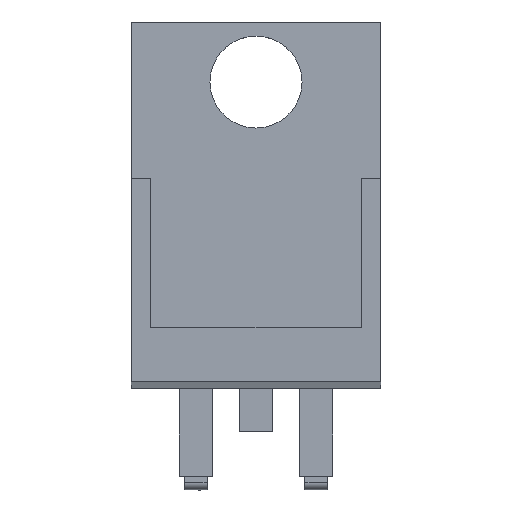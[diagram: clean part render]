
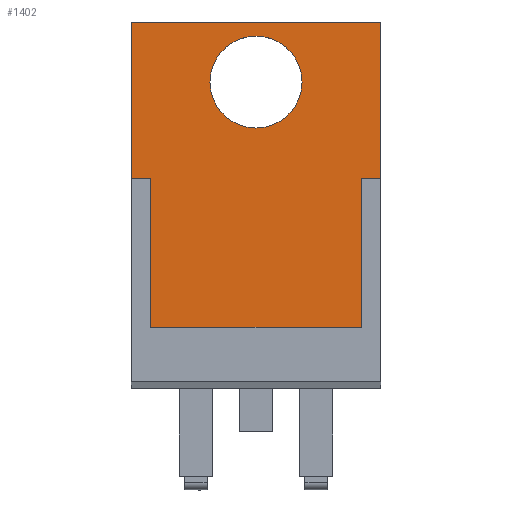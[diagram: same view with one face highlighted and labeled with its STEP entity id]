
A CAD part, top view. The second image highlights one B-rep face of the part: STEP entity #1402.
In plain terms, the highlighted planar face has unit normal (0, 0, 1).
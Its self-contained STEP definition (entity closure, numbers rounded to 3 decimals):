
#1056=CARTESIAN_POINT('',(0.,15.005,4.7));
#1057=VERTEX_POINT('',#1056);
#1073=CARTESIAN_POINT('',(0.,18.895,4.7));
#1074=VERTEX_POINT('',#1073);
#1081=CARTESIAN_POINT('',(0.,16.95,4.7));
#1082=DIRECTION('',(0.0,0.0,-1.0));
#1083=DIRECTION('',(0.0,-1.0,0.0));
#1084=AXIS2_PLACEMENT_3D('',#1081,#1082,#1083);
#1085=CIRCLE('',#1084,1.945);
#1086=EDGE_CURVE('',#1057,#1074,#1085,.T.);
#1097=CARTESIAN_POINT('',(0.,16.95,4.7));
#1098=DIRECTION('',(0.0,0.0,-1.0));
#1099=DIRECTION('',(0.0,-1.0,0.0));
#1100=AXIS2_PLACEMENT_3D('',#1097,#1098,#1099);
#1101=CIRCLE('',#1100,1.945);
#1102=EDGE_CURVE('',#1074,#1057,#1101,.T.);
#1120=CARTESIAN_POINT('',(-4.45,12.89,4.7));
#1121=VERTEX_POINT('',#1120);
#1130=CARTESIAN_POINT('',(-5.27,12.89,4.7));
#1131=VERTEX_POINT('',#1130);
#1132=CARTESIAN_POINT('',(-5.27,12.89,4.7));
#1133=DIRECTION('',(1.0,0.0,0.0));
#1134=VECTOR('',#1133,0.82);
#1135=LINE('',#1132,#1134);
#1136=EDGE_CURVE('',#1131,#1121,#1135,.T.);
#1154=CARTESIAN_POINT('',(5.27,12.89,4.7));
#1155=VERTEX_POINT('',#1154);
#1162=CARTESIAN_POINT('',(4.45,12.89,4.7));
#1163=VERTEX_POINT('',#1162);
#1164=CARTESIAN_POINT('',(4.45,12.89,4.7));
#1165=DIRECTION('',(1.0,0.0,0.0));
#1166=VECTOR('',#1165,0.82);
#1167=LINE('',#1164,#1166);
#1168=EDGE_CURVE('',#1163,#1155,#1167,.T.);
#1200=CARTESIAN_POINT('',(5.27,19.49,4.7));
#1201=VERTEX_POINT('',#1200);
#1208=CARTESIAN_POINT('',(5.27,12.89,4.7));
#1209=DIRECTION('',(0.0,1.0,0.0));
#1210=VECTOR('',#1209,6.6);
#1211=LINE('',#1208,#1210);
#1212=EDGE_CURVE('',#1155,#1201,#1211,.T.);
#1231=CARTESIAN_POINT('',(-5.27,19.49,4.7));
#1232=VERTEX_POINT('',#1231);
#1239=CARTESIAN_POINT('',(5.27,19.49,4.7));
#1240=DIRECTION('',(-1.0,0.0,0.0));
#1241=VECTOR('',#1240,10.54);
#1242=LINE('',#1239,#1241);
#1243=EDGE_CURVE('',#1201,#1232,#1242,.T.);
#1261=CARTESIAN_POINT('',(-5.27,19.49,4.7));
#1262=DIRECTION('',(0.0,-1.0,0.0));
#1263=VECTOR('',#1262,6.6);
#1264=LINE('',#1261,#1263);
#1265=EDGE_CURVE('',#1232,#1131,#1264,.T.);
#1300=CARTESIAN_POINT('',(-4.45,6.59,4.7));
#1301=VERTEX_POINT('',#1300);
#1308=CARTESIAN_POINT('',(-4.45,6.59,4.7));
#1309=DIRECTION('',(0.0,1.0,0.0));
#1310=VECTOR('',#1309,6.3);
#1311=LINE('',#1308,#1310);
#1312=EDGE_CURVE('',#1301,#1121,#1311,.T.);
#1331=CARTESIAN_POINT('',(4.45,6.59,4.7));
#1332=VERTEX_POINT('',#1331);
#1339=CARTESIAN_POINT('',(4.45,6.59,4.7));
#1340=DIRECTION('',(-1.0,0.0,0.0));
#1341=VECTOR('',#1340,8.9);
#1342=LINE('',#1339,#1341);
#1343=EDGE_CURVE('',#1332,#1301,#1342,.T.);
#1361=CARTESIAN_POINT('',(4.45,12.89,4.7));
#1362=DIRECTION('',(0.0,-1.0,0.0));
#1363=VECTOR('',#1362,6.3);
#1364=LINE('',#1361,#1363);
#1365=EDGE_CURVE('',#1163,#1332,#1364,.T.);
#1383=CARTESIAN_POINT('',(0.,9.74,4.7));
#1384=DIRECTION('',(0.0,0.0,-1.0));
#1385=DIRECTION('',(0.0,-1.0,0.0));
#1386=AXIS2_PLACEMENT_3D('',#1383,#1384,#1385);
#1387=PLANE('',#1386);
#1388=ORIENTED_EDGE('',*,*,#1312,.F.);
#1389=ORIENTED_EDGE('',*,*,#1343,.F.);
#1390=ORIENTED_EDGE('',*,*,#1365,.F.);
#1391=ORIENTED_EDGE('',*,*,#1168,.T.);
#1392=ORIENTED_EDGE('',*,*,#1212,.T.);
#1393=ORIENTED_EDGE('',*,*,#1243,.T.);
#1394=ORIENTED_EDGE('',*,*,#1265,.T.);
#1395=ORIENTED_EDGE('',*,*,#1136,.T.);
#1396=EDGE_LOOP('',(#1388,#1389,#1390,#1391,#1392,#1393,#1394,#1395));
#1397=FACE_OUTER_BOUND('',#1396,.T.);
#1398=ORIENTED_EDGE('',*,*,#1086,.T.);
#1399=ORIENTED_EDGE('',*,*,#1102,.T.);
#1400=EDGE_LOOP('',(#1398,#1399));
#1401=FACE_BOUND('',#1400,.T.);
#1402=ADVANCED_FACE('',(#1397,#1401),#1387,.F.);
